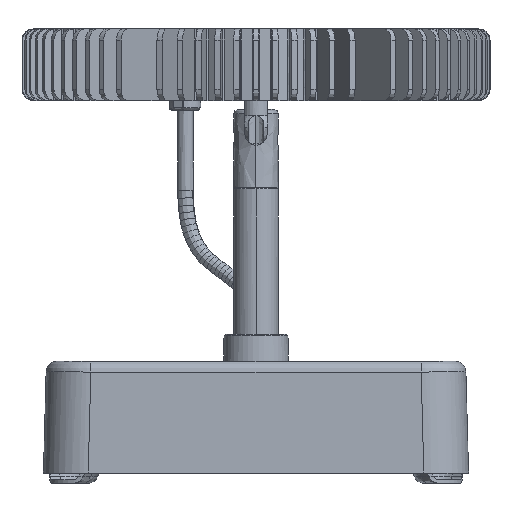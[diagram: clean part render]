
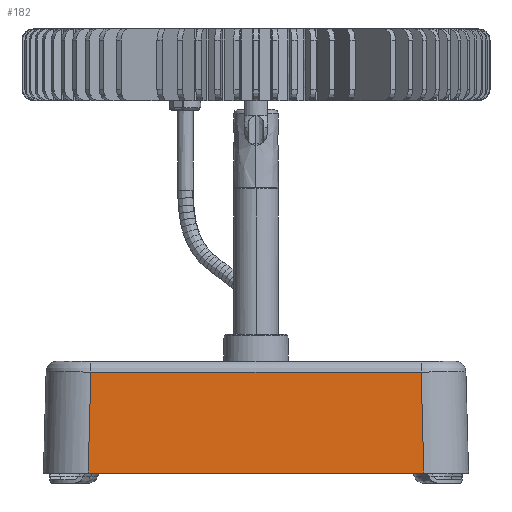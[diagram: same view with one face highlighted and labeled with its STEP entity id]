
A CAD part, left-side view. The second image highlights one B-rep face of the part: STEP entity #182.
In plain terms, the highlighted planar face has unit normal (-1, 0, 0.026).
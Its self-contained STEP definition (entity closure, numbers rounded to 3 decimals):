
#182=ADVANCED_FACE('',(#1412),#20038,.T.);
#1412=FACE_OUTER_BOUND('',#2647,.T.);
#2647=EDGE_LOOP('',(#4134,#4135,#4136,#4137));
#4134=ORIENTED_EDGE('',*,*,#10894,.T.);
#4135=ORIENTED_EDGE('',*,*,#10874,.T.);
#4136=ORIENTED_EDGE('',*,*,#10896,.T.);
#4137=ORIENTED_EDGE('',*,*,#10905,.T.);
#10874=EDGE_CURVE('',#17804,#17802,#16086,.T.);
#10894=EDGE_CURVE('',#17813,#17804,#16093,.T.);
#10896=EDGE_CURVE('',#17802,#17816,#16094,.T.);
#10905=EDGE_CURVE('',#17816,#17813,#16101,.T.);
#16086=B_SPLINE_CURVE_WITH_KNOTS('',1,(#24134,#24135),.UNSPECIFIED.,.F.,
 .F.,(2,2),(0.,147.65),.UNSPECIFIED.);
#16093=B_SPLINE_CURVE_WITH_KNOTS('',1,(#24249,#24250),.UNSPECIFIED.,.F.,
 .F.,(2,2),(0.,45.162),.UNSPECIFIED.);
#16094=B_SPLINE_CURVE_WITH_KNOTS('',1,(#24256,#24257),.UNSPECIFIED.,.F.,
 .F.,(2,2),(0.,45.162),.UNSPECIFIED.);
#16101=B_SPLINE_CURVE_WITH_KNOTS('',1,(#24280,#24281),.UNSPECIFIED.,.F.,
 .F.,(2,2),(0.,150.014),.UNSPECIFIED.);
#17802=VERTEX_POINT('',#23558);
#17804=VERTEX_POINT('',#23560);
#17813=VERTEX_POINT('',#23569);
#17816=VERTEX_POINT('',#23572);
#20038=PLANE('',#21444);
#21444=AXIS2_PLACEMENT_3D('',#23375,#21790,$);
#21790=DIRECTION('',(-1.,0.,0.026));
#23375=CARTESIAN_POINT('',(1.316,90.618,50.269));
#23558=CARTESIAN_POINT('',(1.182,73.825,45.131));
#23560=CARTESIAN_POINT('',(1.182,-73.825,45.131));
#23569=CARTESIAN_POINT('',(0.,-75.007,0.));
#23572=CARTESIAN_POINT('',(0.,75.007,0.));
#24134=CARTESIAN_POINT('',(1.182,-73.825,45.131));
#24135=CARTESIAN_POINT('',(1.182,73.825,45.131));
#24249=CARTESIAN_POINT('',(0.,-75.007,0.));
#24250=CARTESIAN_POINT('',(1.182,-73.825,45.131));
#24256=CARTESIAN_POINT('',(1.182,73.825,45.131));
#24257=CARTESIAN_POINT('',(0.,75.007,0.));
#24280=CARTESIAN_POINT('',(0.,75.007,0.));
#24281=CARTESIAN_POINT('',(0.,-75.007,0.));
